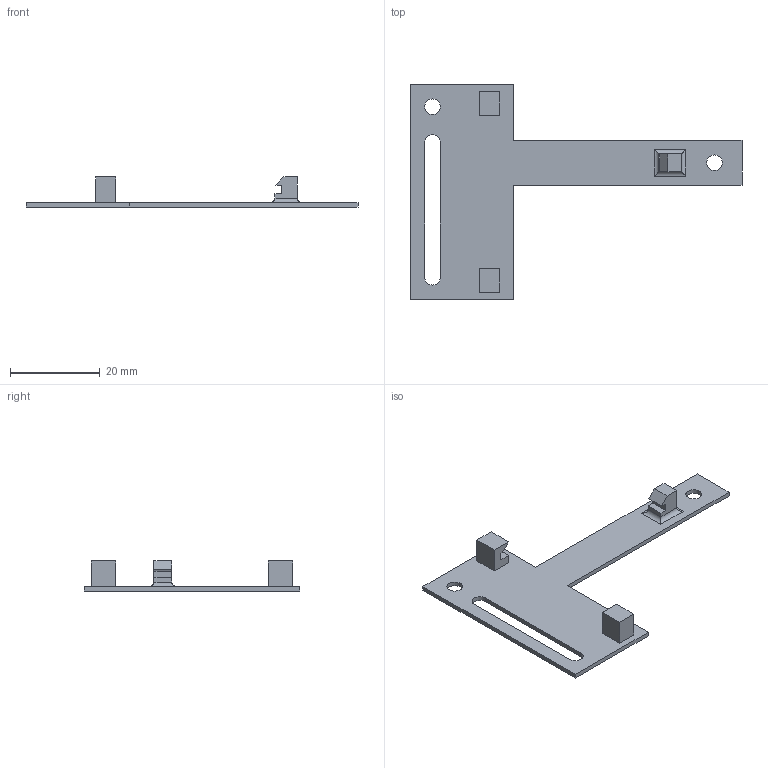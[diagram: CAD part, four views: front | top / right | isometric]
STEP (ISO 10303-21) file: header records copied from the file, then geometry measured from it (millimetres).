
FILE_DESCRIPTION(/* description */ (''),/* implementation_level */ '2;1');
FILE_NAME(/* name */ 'Slave-Board-PCB-Holder.step',/* time_stamp */ '2026-01-08T19:18:12+01:00',/* author */ (''),/* organization */ (''),/* preprocessor_version */ 'ST-DEVELOPER v20.1',/* originating_system */ 'Autodesk Translation Framework v14.21.0.0',/* authorisation */ '');
FILE_SCHEMA (('AUTOMOTIVE_DESIGN { 1 0 10303 214 3 1 1 }'));
Length unit declared in the file: millimetre
Products named in the file (1): Fusion-Komponente
Bounding box: 74 x 48 x 6.7 mm (x, y, z)
Volume: 1811.4 mm3; surface area: 3647.1 mm2
Topology: 1 solids, 1 shells, 50 faces, 129 edges, 84 vertices
Faces by surface type: plane 41, cylinder 9
Full cylindrical faces by diameter (mm): 3.5 x2
Entity records: 1544 total; most frequent: CARTESIAN_POINT 264, ORIENTED_EDGE 258, DIRECTION 245, EDGE_CURVE 129, LINE 115, VECTOR 115, VERTEX_POINT 84, AXIS2_PLACEMENT_3D 65
